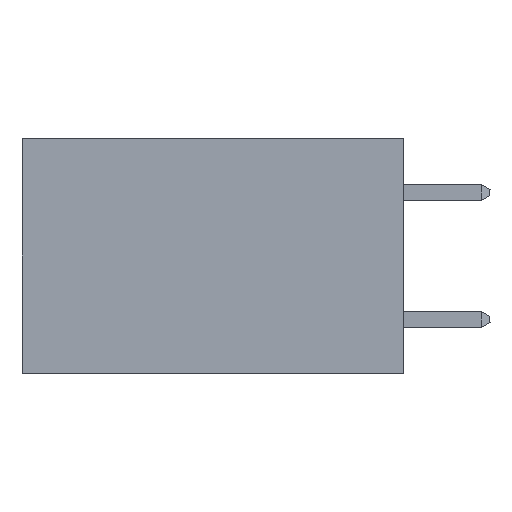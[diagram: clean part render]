
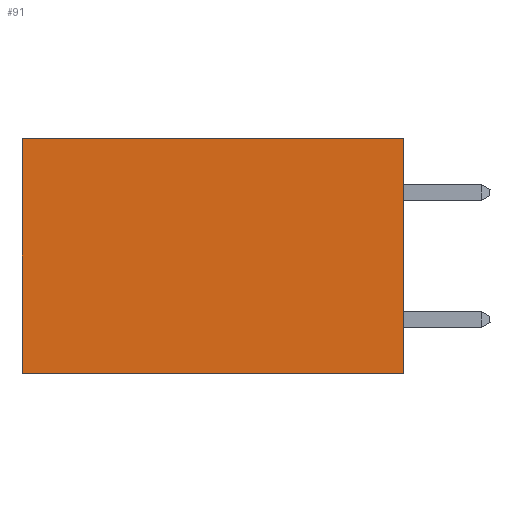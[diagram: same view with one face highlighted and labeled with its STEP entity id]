
A CAD part, left-side view. The second image highlights one B-rep face of the part: STEP entity #91.
In plain terms, the highlighted planar face has unit normal (-1, 0, 0).
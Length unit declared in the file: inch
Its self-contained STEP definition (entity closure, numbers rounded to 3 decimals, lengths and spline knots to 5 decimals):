
#91 = ADVANCED_FACE ( 'NONE', ( #11191 ), #1206, .F. ) ;
#782 = VERTEX_POINT ( 'NONE', #3109 ) ;
#1080 = LINE ( 'NONE', #17677, #17146 ) ;
#1146 = DIRECTION ( 'NONE',  ( 0., 0., -1. ) ) ;
#1206 = PLANE ( 'NONE',  #23685 ) ;
#1289 = LINE ( 'NONE', #17067, #18637 ) ;
#2371 = EDGE_LOOP ( 'NONE', ( #7502, #22388, #21952, #13400 ) ) ;
#3109 = CARTESIAN_POINT ( 'NONE',  ( 0.2875, 0.6, -0.37 ) ) ;
#6126 = VECTOR ( 'NONE', #1146, 39.37008 ) ;
#6805 = LINE ( 'NONE', #23951, #6126 ) ;
#7464 = DIRECTION ( 'NONE',  ( 0., 0., -1. ) ) ;
#7502 = ORIENTED_EDGE ( 'NONE', *, *, #26653, .T. ) ;
#8025 = CARTESIAN_POINT ( 'NONE',  ( 0.2875, 0.6, 0. ) ) ;
#8395 = EDGE_CURVE ( 'NONE', #24808, #782, #1289, .T. ) ;
#8402 = CARTESIAN_POINT ( 'NONE',  ( 0.2875, 0., 0. ) ) ;
#9169 = CARTESIAN_POINT ( 'NONE',  ( 0.2875, 0., 0. ) ) ;
#10447 = CARTESIAN_POINT ( 'NONE',  ( 0.2875, 0., 0. ) ) ;
#11191 = FACE_OUTER_BOUND ( 'NONE', #2371, .T. ) ;
#13106 = VERTEX_POINT ( 'NONE', #9169 ) ;
#13400 = ORIENTED_EDGE ( 'NONE', *, *, #21941, .T. ) ;
#14577 = VECTOR ( 'NONE', #24841, 39.37008 ) ;
#15735 = EDGE_CURVE ( 'NONE', #13106, #24808, #1080, .T. ) ;
#17067 = CARTESIAN_POINT ( 'NONE',  ( 0.2875, 0., -0.37 ) ) ;
#17146 = VECTOR ( 'NONE', #17780, 39.37008 ) ;
#17677 = CARTESIAN_POINT ( 'NONE',  ( 0.2875, 0., 0. ) ) ;
#17780 = DIRECTION ( 'NONE',  ( 0., 0., -1. ) ) ;
#18136 = VERTEX_POINT ( 'NONE', #8025 ) ;
#18637 = VECTOR ( 'NONE', #23251, 39.37008 ) ;
#19434 = LINE ( 'NONE', #10447, #14577 ) ;
#21941 = EDGE_CURVE ( 'NONE', #13106, #18136, #19434, .T. ) ;
#21952 = ORIENTED_EDGE ( 'NONE', *, *, #15735, .F. ) ;
#22388 = ORIENTED_EDGE ( 'NONE', *, *, #8395, .F. ) ;
#23251 = DIRECTION ( 'NONE',  ( 0., 1., 0. ) ) ;
#23685 = AXIS2_PLACEMENT_3D ( 'NONE', #8402, #26079, #7464 ) ;
#23951 = CARTESIAN_POINT ( 'NONE',  ( 0.2875, 0.6, 0. ) ) ;
#24808 = VERTEX_POINT ( 'NONE', #26549 ) ;
#24841 = DIRECTION ( 'NONE',  ( 0., 1., 0. ) ) ;
#26079 = DIRECTION ( 'NONE',  ( 1., 0., 0. ) ) ;
#26549 = CARTESIAN_POINT ( 'NONE',  ( 0.2875, 0., -0.37 ) ) ;
#26653 = EDGE_CURVE ( 'NONE', #18136, #782, #6805, .T. ) ;
